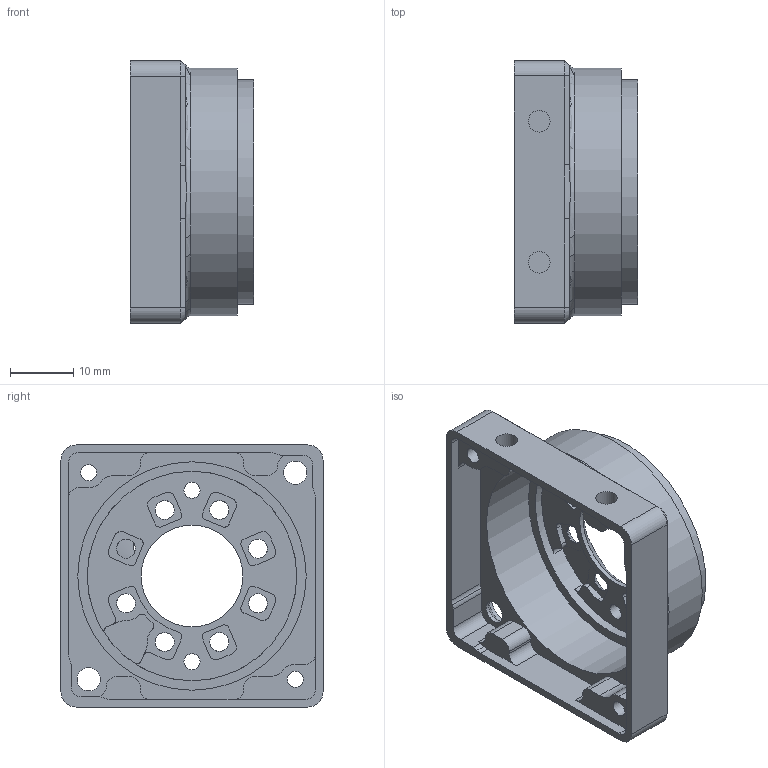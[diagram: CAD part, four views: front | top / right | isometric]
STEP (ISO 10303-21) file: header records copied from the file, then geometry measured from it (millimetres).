
FILE_DESCRIPTION(/* description */ (''),/* implementation_level */ '2;1');
FILE_NAME(/* name */ 'Front Enclosure (34V0-FA-ENC) v109.step',/* time_stamp */ '2021-11-03T11:34:40-04:00',/* author */ (''),/* organization */ (''),/* preprocessor_version */ 'ST-DEVELOPER v18.1',/* originating_system */ 'Autodesk Translation Framework v10.10.0.1391',/* authorisation */ '');
FILE_SCHEMA (('AUTOMOTIVE_DESIGN { 1 0 10303 214 3 1 1 }'));
Length unit declared in the file: millimetre
Products named in the file (2): Front Enclosure (34V0-FA-ENC); Component2
Assembly tree (1 placements, depth 2):
  Front Enclosure (34V0-FA-ENC)
    Component2
Bounding box: 19.52 x 41.27 x 41.27 mm (x, y, z)
Volume: 6209.7 mm3; surface area: 8240.2 mm2
Topology: 1 solids, 1 shells, 215 faces, 598 edges, 391 vertices
Faces by surface type: cylinder 113, plane 80, cone 17, bspline 4, torus 1
Full cylindrical faces by diameter (mm): 2.529 x4, 3 x8, 3.416 x4, 3.658 x2, 6 x4, 16 x1, 33 x1, 35.427 x1, 36 x1, 39 x1
Entity records: 7298 total; most frequent: CARTESIAN_POINT 1458, DIRECTION 1278, ORIENTED_EDGE 1196, EDGE_CURVE 598, AXIS2_PLACEMENT_3D 487, VERTEX_POINT 391, LINE 304, VECTOR 304
